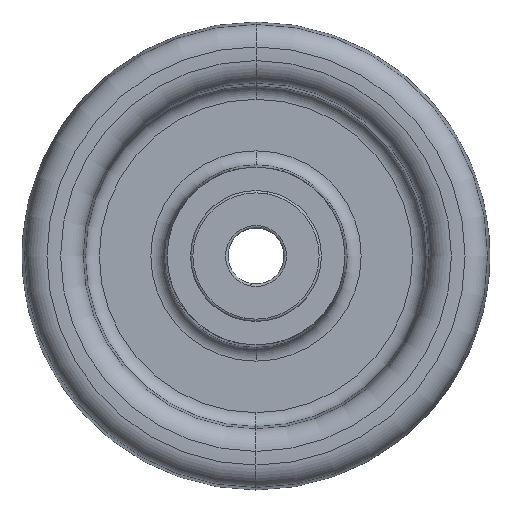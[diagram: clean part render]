
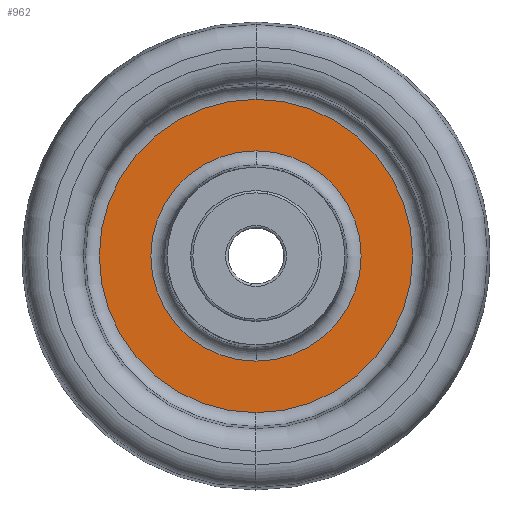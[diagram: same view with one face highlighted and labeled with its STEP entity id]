
A CAD part, left-side view. The second image highlights one B-rep face of the part: STEP entity #962.
In plain terms, the highlighted planar face has unit normal (-1, 0, 0).
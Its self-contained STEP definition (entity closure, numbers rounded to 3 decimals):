
#132 = CARTESIAN_POINT ( 'NONE',  ( -5., 0., 0. ) ) ;
#155 = CIRCLE ( 'NONE', #450, 22.497 ) ;
#167 = VERTEX_POINT ( 'NONE', #362 ) ;
#340 = DIRECTION ( 'NONE',  ( 0., 0., 1. ) ) ;
#353 = EDGE_CURVE ( 'NONE', #1836, #167, #2445, .T. ) ;
#362 = CARTESIAN_POINT ( 'NONE',  ( -5., 0., -22.497 ) ) ;
#370 = DIRECTION ( 'NONE',  ( -1., 0., 0. ) ) ;
#419 = CARTESIAN_POINT ( 'NONE',  ( -5., 22.497, 0. ) ) ;
#450 = AXIS2_PLACEMENT_3D ( 'NONE', #666, #2586, #458 ) ;
#458 = DIRECTION ( 'NONE',  ( 0., 0., 1. ) ) ;
#487 = FACE_BOUND ( 'NONE', #2542, .T. ) ;
#601 = AXIS2_PLACEMENT_3D ( 'NONE', #419, #370, #1833 ) ;
#666 = CARTESIAN_POINT ( 'NONE',  ( -5., 0., 0. ) ) ;
#732 = DIRECTION ( 'NONE',  ( -1., 0., 0. ) ) ;
#765 = CARTESIAN_POINT ( 'NONE',  ( -5., 0., 0. ) ) ;
#769 = AXIS2_PLACEMENT_3D ( 'NONE', #2551, #1132, #1629 ) ;
#856 = CARTESIAN_POINT ( 'NONE',  ( -5., 0., -33.516 ) ) ;
#861 = ORIENTED_EDGE ( 'NONE', *, *, #2649, .F. ) ;
#962 = ADVANCED_FACE ( 'NONE', ( #1056, #487 ), #1659, .T. ) ;
#1056 = FACE_OUTER_BOUND ( 'NONE', #2589, .T. ) ;
#1132 = DIRECTION ( 'NONE',  ( -1., 0., 0. ) ) ;
#1271 = DIRECTION ( 'NONE',  ( -1., 0., 0. ) ) ;
#1278 = CIRCLE ( 'NONE', #1876, 33.516 ) ;
#1337 = EDGE_CURVE ( 'NONE', #1935, #2908, #2751, .T. ) ;
#1476 = DIRECTION ( 'NONE',  ( 0., 0., 1. ) ) ;
#1570 = ORIENTED_EDGE ( 'NONE', *, *, #1337, .T. ) ;
#1629 = DIRECTION ( 'NONE',  ( 0., 0., 1. ) ) ;
#1659 = PLANE ( 'NONE',  #601 ) ;
#1833 = DIRECTION ( 'NONE',  ( 0., 0., 1. ) ) ;
#1836 = VERTEX_POINT ( 'NONE', #2814 ) ;
#1876 = AXIS2_PLACEMENT_3D ( 'NONE', #132, #1271, #340 ) ;
#1935 = VERTEX_POINT ( 'NONE', #3031 ) ;
#2214 = ORIENTED_EDGE ( 'NONE', *, *, #2502, .T. ) ;
#2242 = AXIS2_PLACEMENT_3D ( 'NONE', #765, #732, #1476 ) ;
#2445 = CIRCLE ( 'NONE', #2242, 22.497 ) ;
#2502 = EDGE_CURVE ( 'NONE', #2908, #1935, #1278, .T. ) ;
#2542 = EDGE_LOOP ( 'NONE', ( #2960, #861 ) ) ;
#2551 = CARTESIAN_POINT ( 'NONE',  ( -5., 0., 0. ) ) ;
#2586 = DIRECTION ( 'NONE',  ( -1., 0., 0. ) ) ;
#2589 = EDGE_LOOP ( 'NONE', ( #1570, #2214 ) ) ;
#2649 = EDGE_CURVE ( 'NONE', #167, #1836, #155, .T. ) ;
#2751 = CIRCLE ( 'NONE', #769, 33.516 ) ;
#2814 = CARTESIAN_POINT ( 'NONE',  ( -5., 0., 22.497 ) ) ;
#2908 = VERTEX_POINT ( 'NONE', #856 ) ;
#2960 = ORIENTED_EDGE ( 'NONE', *, *, #353, .F. ) ;
#3031 = CARTESIAN_POINT ( 'NONE',  ( -5., 0., 33.516 ) ) ;
